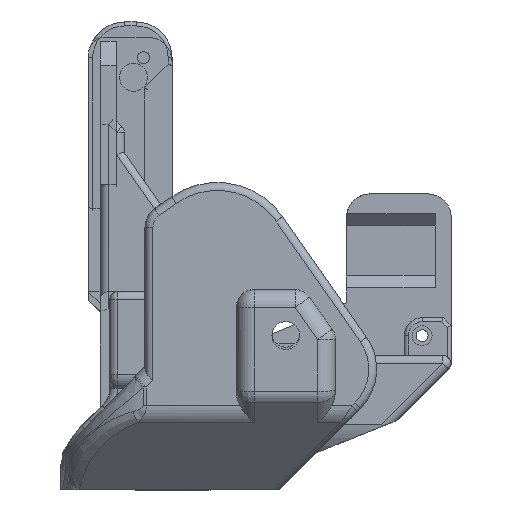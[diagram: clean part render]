
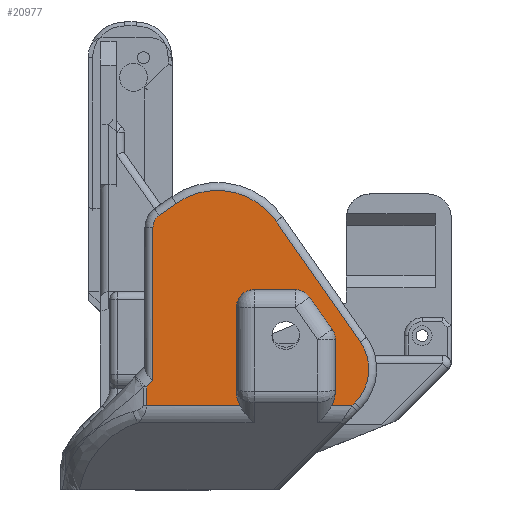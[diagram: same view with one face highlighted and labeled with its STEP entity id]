
A CAD part, left-side view. The second image highlights one B-rep face of the part: STEP entity #20977.
In plain terms, the highlighted planar face has unit normal (-1, -0.001, -0.001).
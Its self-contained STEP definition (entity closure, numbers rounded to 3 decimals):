
#426=CIRCLE('',#22192,2.24);
#427=CIRCLE('',#22193,2.24);
#428=CIRCLE('',#22194,2.24);
#429=CIRCLE('',#22196,6.026);
#430=CIRCLE('',#22197,9.);
#431=CIRCLE('',#22198,1.85);
#864=ELLIPSE('',#22191,3.17,2.24);
#865=ELLIPSE('',#22195,3.17,2.24);
#1110=PLANE('',#22190);
#1781=FACE_OUTER_BOUND('',#2983,.T.);
#2983=EDGE_LOOP('',(#14370,#14371,#14372,#14373,#14374,#14375,#14376,#14377,
#14378,#14379,#14380,#14381,#14382,#14383,#14384,#14385,#14386,#14387,#14388,
#14389));
#4226=LINE('',#29878,#6360);
#4228=LINE('',#29889,#6362);
#4229=LINE('',#29902,#6363);
#4230=LINE('',#29904,#6364);
#4231=LINE('',#29908,#6365);
#4232=LINE('',#29912,#6366);
#4233=LINE('',#29916,#6367);
#4234=LINE('',#29920,#6368);
#4235=LINE('',#29924,#6369);
#4236=LINE('',#29926,#6370);
#4237=LINE('',#29930,#6371);
#4238=LINE('',#29934,#6372);
#6360=VECTOR('',#23901,10.);
#6362=VECTOR('',#23913,2.);
#6363=VECTOR('',#23916,10.);
#6364=VECTOR('',#23917,10.);
#6365=VECTOR('',#23920,10.);
#6366=VECTOR('',#23923,10.);
#6367=VECTOR('',#23926,10.);
#6368=VECTOR('',#23929,10.);
#6369=VECTOR('',#23932,10.);
#6370=VECTOR('',#23933,10.);
#6371=VECTOR('',#23936,10.);
#6372=VECTOR('',#23939,10.);
#8952=VERTEX_POINT('',#29856);
#8954=VERTEX_POINT('',#29874);
#8959=VERTEX_POINT('',#29888);
#8960=VERTEX_POINT('',#29901);
#8961=VERTEX_POINT('',#29903);
#8962=VERTEX_POINT('',#29905);
#8963=VERTEX_POINT('',#29907);
#8964=VERTEX_POINT('',#29909);
#8965=VERTEX_POINT('',#29911);
#8966=VERTEX_POINT('',#29913);
#8967=VERTEX_POINT('',#29915);
#8968=VERTEX_POINT('',#29917);
#8969=VERTEX_POINT('',#29919);
#8970=VERTEX_POINT('',#29921);
#8971=VERTEX_POINT('',#29923);
#8972=VERTEX_POINT('',#29925);
#8973=VERTEX_POINT('',#29927);
#8974=VERTEX_POINT('',#29929);
#8975=VERTEX_POINT('',#29931);
#8976=VERTEX_POINT('',#29933);
#11057=EDGE_CURVE('',#8952,#8954,#4226,.T.);
#11062=EDGE_CURVE('',#8954,#8959,#4228,.T.);
#11064=EDGE_CURVE('',#8960,#8959,#4229,.T.);
#11065=EDGE_CURVE('',#8961,#8952,#4230,.T.);
#11066=EDGE_CURVE('',#8961,#8962,#864,.T.);
#11067=EDGE_CURVE('',#8962,#8963,#4231,.T.);
#11068=EDGE_CURVE('',#8964,#8963,#426,.F.);
#11069=EDGE_CURVE('',#8964,#8965,#4232,.T.);
#11070=EDGE_CURVE('',#8966,#8965,#427,.F.);
#11071=EDGE_CURVE('',#8966,#8967,#4233,.T.);
#11072=EDGE_CURVE('',#8968,#8967,#428,.F.);
#11073=EDGE_CURVE('',#8968,#8969,#4234,.T.);
#11074=EDGE_CURVE('',#8970,#8969,#865,.F.);
#11075=EDGE_CURVE('',#8970,#8971,#4235,.T.);
#11076=EDGE_CURVE('',#8972,#8971,#4236,.T.);
#11077=EDGE_CURVE('',#8973,#8972,#429,.T.);
#11078=EDGE_CURVE('',#8974,#8973,#4237,.T.);
#11079=EDGE_CURVE('',#8975,#8974,#430,.T.);
#11080=EDGE_CURVE('',#8976,#8975,#4238,.T.);
#11081=EDGE_CURVE('',#8960,#8976,#431,.T.);
#14370=ORIENTED_EDGE('',*,*,#11064,.T.);
#14371=ORIENTED_EDGE('',*,*,#11062,.F.);
#14372=ORIENTED_EDGE('',*,*,#11057,.F.);
#14373=ORIENTED_EDGE('',*,*,#11065,.F.);
#14374=ORIENTED_EDGE('',*,*,#11066,.T.);
#14375=ORIENTED_EDGE('',*,*,#11067,.T.);
#14376=ORIENTED_EDGE('',*,*,#11068,.F.);
#14377=ORIENTED_EDGE('',*,*,#11069,.T.);
#14378=ORIENTED_EDGE('',*,*,#11070,.F.);
#14379=ORIENTED_EDGE('',*,*,#11071,.T.);
#14380=ORIENTED_EDGE('',*,*,#11072,.F.);
#14381=ORIENTED_EDGE('',*,*,#11073,.T.);
#14382=ORIENTED_EDGE('',*,*,#11074,.F.);
#14383=ORIENTED_EDGE('',*,*,#11075,.T.);
#14384=ORIENTED_EDGE('',*,*,#11076,.F.);
#14385=ORIENTED_EDGE('',*,*,#11077,.F.);
#14386=ORIENTED_EDGE('',*,*,#11078,.F.);
#14387=ORIENTED_EDGE('',*,*,#11079,.F.);
#14388=ORIENTED_EDGE('',*,*,#11080,.F.);
#14389=ORIENTED_EDGE('',*,*,#11081,.F.);
#20977=ADVANCED_FACE('',(#1781),#1110,.T.);
#22190=AXIS2_PLACEMENT_3D('',#29900,#23914,#23915);
#22191=AXIS2_PLACEMENT_3D('',#29906,#23918,#23919);
#22192=AXIS2_PLACEMENT_3D('',#29910,#23921,#23922);
#22193=AXIS2_PLACEMENT_3D('',#29914,#23924,#23925);
#22194=AXIS2_PLACEMENT_3D('',#29918,#23927,#23928);
#22195=AXIS2_PLACEMENT_3D('',#29922,#23930,#23931);
#22196=AXIS2_PLACEMENT_3D('',#29928,#23934,#23935);
#22197=AXIS2_PLACEMENT_3D('',#29932,#23937,#23938);
#22198=AXIS2_PLACEMENT_3D('',#29935,#23940,#23941);
#23901=DIRECTION('',(-0.001,0.001,1.));
#23913=DIRECTION('',(0.,-0.697,0.717));
#23914=DIRECTION('center_axis',(-1.,-0.001,
-0.001));
#23915=DIRECTION('ref_axis',(-0.001,-0.218,0.976));
#23916=DIRECTION('',(0.001,0.,-1.));
#23917=DIRECTION('',(-0.001,1.,0.));
#23918=DIRECTION('center_axis',(1.,0.001,
0.001));
#23919=DIRECTION('ref_axis',(0.001,0.,-1.));
#23920=DIRECTION('',(-0.001,0.,1.));
#23921=DIRECTION('center_axis',(1.,0.001,
0.001));
#23922=DIRECTION('ref_axis',(-0.001,0.707,0.707));
#23923=DIRECTION('',(0.001,-1.,0.));
#23924=DIRECTION('center_axis',(1.,0.001,
0.001));
#23925=DIRECTION('ref_axis',(0.,-0.463,0.887));
#23926=DIRECTION('',(0.001,-0.572,-0.82));
#23927=DIRECTION('center_axis',(1.,0.001,
0.001));
#23928=DIRECTION('ref_axis',(0.,-0.954,0.3));
#23929=DIRECTION('',(0.001,0.,-1.));
#23930=DIRECTION('center_axis',(1.,0.001,
0.001));
#23931=DIRECTION('ref_axis',(0.001,0.,-1.));
#23932=DIRECTION('',(0.001,-1.,0.));
#23933=DIRECTION('',(0.,0.707,-0.707));
#23934=DIRECTION('center_axis',(1.,0.001,
0.001));
#23935=DIRECTION('ref_axis',(0.001,-0.996,-0.088));
#23936=DIRECTION('',(0.001,-0.572,-0.82));
#23937=DIRECTION('center_axis',(1.,0.001,
0.001));
#23938=DIRECTION('ref_axis',(-0.001,-0.175,0.985));
#23939=DIRECTION('',(0.,-0.82,0.572));
#23940=DIRECTION('center_axis',(1.,0.001,
0.001));
#23941=DIRECTION('ref_axis',(-0.001,0.887,0.463));
#29856=CARTESIAN_POINT('',(-45.637,11.482,-11.804));
#29874=CARTESIAN_POINT('',(-45.639,11.484,-9.434));
#29878=CARTESIAN_POINT('',(-45.629,11.475,-22.407));
#29888=CARTESIAN_POINT('',(-45.639,10.692,-8.618));
#29889=CARTESIAN_POINT('',(-45.639,1.88,0.457));
#29900=CARTESIAN_POINT('Origin',(-45.632,-2.763,-4.051));
#29901=CARTESIAN_POINT('',(-45.652,10.692,10.676));
#29902=CARTESIAN_POINT('',(-45.641,10.692,-5.414));
#29903=CARTESIAN_POINT('',(-45.629,-0.269,-11.804));
#29904=CARTESIAN_POINT('',(-45.636,9.675,-11.804));
#29905=CARTESIAN_POINT('',(-45.63,0.194,-9.875));
#29906=CARTESIAN_POINT('Origin',(-45.629,-2.046,-9.875));
#29907=CARTESIAN_POINT('',(-45.638,0.194,0.583));
#29908=CARTESIAN_POINT('',(-45.637,0.194,-0.614));
#29909=CARTESIAN_POINT('',(-45.638,-2.046,2.823));
#29910=CARTESIAN_POINT('Origin',(-45.636,-2.046,0.583));
#29911=CARTESIAN_POINT('',(-45.634,-7.222,2.823));
#29912=CARTESIAN_POINT('',(-45.635,-5.577,2.823));
#29913=CARTESIAN_POINT('',(-45.632,-9.059,1.864));
#29914=CARTESIAN_POINT('Origin',(-45.632,-7.222,0.583));
#29915=CARTESIAN_POINT('',(-45.627,-11.881,-2.18));
#29916=CARTESIAN_POINT('',(-45.629,-11.029,-0.959));
#29917=CARTESIAN_POINT('',(-45.626,-12.283,-3.462));
#29918=CARTESIAN_POINT('Origin',(-45.628,-10.043,-3.462));
#29919=CARTESIAN_POINT('',(-45.622,-12.283,-9.875));
#29920=CARTESIAN_POINT('',(-45.622,-12.283,-8.987));
#29921=CARTESIAN_POINT('',(-45.62,-11.821,-11.804));
#29922=CARTESIAN_POINT('Origin',(-45.623,-10.043,-9.875));
#29923=CARTESIAN_POINT('',(-45.619,-14.378,-11.804));
#29924=CARTESIAN_POINT('',(-45.636,9.675,-11.804));
#29925=CARTESIAN_POINT('',(-45.619,-14.729,-11.453));
#29926=CARTESIAN_POINT('',(-45.619,-13.588,-12.594));
#29927=CARTESIAN_POINT('',(-45.624,-15.41,-3.744));
#29928=CARTESIAN_POINT('Origin',(-45.625,-10.467,-7.192));
#29929=CARTESIAN_POINT('',(-45.642,-4.795,11.471));
#29930=CARTESIAN_POINT('',(-45.643,-4.379,12.069));
#29931=CARTESIAN_POINT('',(-45.652,7.735,13.704));
#29932=CARTESIAN_POINT('Origin',(-45.643,2.586,6.322));
#29933=CARTESIAN_POINT('',(-45.653,9.9,12.193));
#29934=CARTESIAN_POINT('',(-45.652,4.269,16.121));
#29935=CARTESIAN_POINT('Origin',(-45.651,8.842,10.676));
